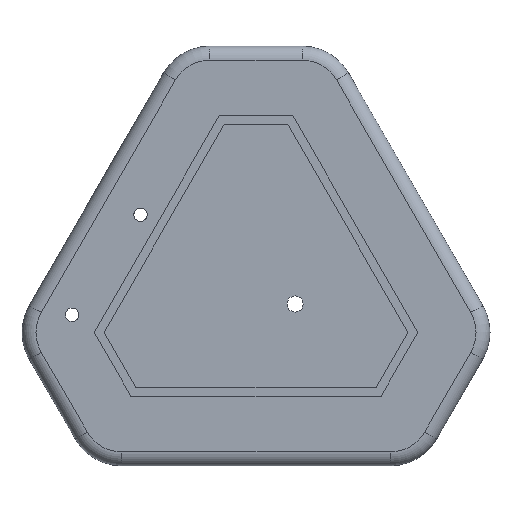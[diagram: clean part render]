
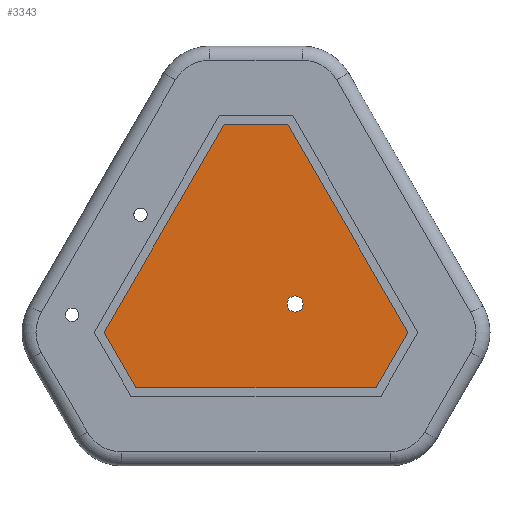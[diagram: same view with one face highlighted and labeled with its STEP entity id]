
A CAD part, front view. The second image highlights one B-rep face of the part: STEP entity #3343.
In plain terms, the highlighted planar face has unit normal (0, -1, 0).
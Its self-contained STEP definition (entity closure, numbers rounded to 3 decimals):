
#20 = EDGE_LOOP ( 'NONE', ( #2115, #2289 ) ) ;
#73 = EDGE_CURVE ( 'NONE', #1532, #2543, #907, .T. ) ;
#78 = DIRECTION ( 'NONE',  ( 0., 0., 1. ) ) ;
#141 = CARTESIAN_POINT ( 'NONE',  ( -28.821, 0., -3.742 ) ) ;
#162 = CARTESIAN_POINT ( 'NONE',  ( -13.972, 0., 4.053 ) ) ;
#253 = CARTESIAN_POINT ( 'NONE',  ( -21.918, 0., 23.111 ) ) ;
#264 = CARTESIAN_POINT ( 'NONE',  ( -20.59, 0., 20.811 ) ) ;
#270 = VECTOR ( 'NONE', #2799, 1000. ) ;
#285 = CARTESIAN_POINT ( 'NONE',  ( -13.972, 0., 4.803 ) ) ;
#381 = DIRECTION ( 'NONE',  ( 0., 1., 0. ) ) ;
#386 = CARTESIAN_POINT ( 'NONE',  ( -13.972, 0., 4.053 ) ) ;
#482 = VECTOR ( 'NONE', #1667, 1000. ) ;
#490 = CARTESIAN_POINT ( 'NONE',  ( -13.972, 0., 3.303 ) ) ;
#646 = ORIENTED_EDGE ( 'NONE', *, *, #2452, .T. ) ;
#765 = VERTEX_POINT ( 'NONE', #490 ) ;
#781 = CARTESIAN_POINT ( 'NONE',  ( -28.821, 0., -3.742 ) ) ;
#801 = LINE ( 'NONE', #141, #3512 ) ;
#816 = LINE ( 'NONE', #2308, #3250 ) ;
#904 = DIRECTION ( 'NONE',  ( 0., 1., 0. ) ) ;
#907 = LINE ( 'NONE', #1838, #270 ) ;
#925 = ORIENTED_EDGE ( 'NONE', *, *, #3275, .T. ) ;
#944 = CIRCLE ( 'NONE', #3962, 0.75 ) ;
#952 = AXIS2_PLACEMENT_3D ( 'NONE', #253, #904, #3359 ) ;
#1020 = LINE ( 'NONE', #2875, #482 ) ;
#1054 = DIRECTION ( 'NONE',  ( 0.5, 0., -0.866 ) ) ;
#1110 = EDGE_CURVE ( 'NONE', #3467, #1877, #816, .T. ) ;
#1147 = PLANE ( 'NONE',  #952 ) ;
#1149 = ORIENTED_EDGE ( 'NONE', *, *, #1110, .T. ) ;
#1386 = DIRECTION ( 'NONE',  ( 1., 0., 0. ) ) ;
#1411 = EDGE_CURVE ( 'NONE', #2543, #3467, #3132, .T. ) ;
#1532 = VERTEX_POINT ( 'NONE', #3251 ) ;
#1606 = ORIENTED_EDGE ( 'NONE', *, *, #1411, .T. ) ;
#1650 = CIRCLE ( 'NONE', #2803, 0.75 ) ;
#1667 = DIRECTION ( 'NONE',  ( -0.5, 0., 0.866 ) ) ;
#1775 = FACE_BOUND ( 'NONE', #20, .T. ) ;
#1832 = EDGE_CURVE ( 'NONE', #1877, #2191, #801, .T. ) ;
#1838 = CARTESIAN_POINT ( 'NONE',  ( -14.645, 0., 20.811 ) ) ;
#1877 = VERTEX_POINT ( 'NONE', #781 ) ;
#2115 = ORIENTED_EDGE ( 'NONE', *, *, #2436, .T. ) ;
#2117 = CARTESIAN_POINT ( 'NONE',  ( -6.414, 0., -3.742 ) ) ;
#2156 = VECTOR ( 'NONE', #3767, 1000. ) ;
#2174 = VECTOR ( 'NONE', #2381, 1000. ) ;
#2191 = VERTEX_POINT ( 'NONE', #2117 ) ;
#2283 = VERTEX_POINT ( 'NONE', #2834 ) ;
#2289 = ORIENTED_EDGE ( 'NONE', *, *, #2763, .T. ) ;
#2308 = CARTESIAN_POINT ( 'NONE',  ( -31.793, 0., 1.406 ) ) ;
#2381 = DIRECTION ( 'NONE',  ( 0.5, 0., 0.866 ) ) ;
#2436 = EDGE_CURVE ( 'NONE', #765, #3782, #944, .T. ) ;
#2439 = LINE ( 'NONE', #2456, #2174 ) ;
#2452 = EDGE_CURVE ( 'NONE', #2283, #1532, #1020, .T. ) ;
#2456 = CARTESIAN_POINT ( 'NONE',  ( -6.414, 0., -3.742 ) ) ;
#2543 = VERTEX_POINT ( 'NONE', #264 ) ;
#2548 = ORIENTED_EDGE ( 'NONE', *, *, #1832, .T. ) ;
#2634 = DIRECTION ( 'NONE',  ( 0., 1., 0. ) ) ;
#2763 = EDGE_CURVE ( 'NONE', #3782, #765, #1650, .T. ) ;
#2779 = ORIENTED_EDGE ( 'NONE', *, *, #73, .T. ) ;
#2799 = DIRECTION ( 'NONE',  ( -1., 0., 0. ) ) ;
#2803 = AXIS2_PLACEMENT_3D ( 'NONE', #162, #381, #2868 ) ;
#2834 = CARTESIAN_POINT ( 'NONE',  ( -3.442, 0., 1.406 ) ) ;
#2868 = DIRECTION ( 'NONE',  ( 0., 0., 1. ) ) ;
#2875 = CARTESIAN_POINT ( 'NONE',  ( -3.442, 0., 1.406 ) ) ;
#3073 = CARTESIAN_POINT ( 'NONE',  ( -20.59, 0., 20.811 ) ) ;
#3132 = LINE ( 'NONE', #3073, #2156 ) ;
#3234 = EDGE_LOOP ( 'NONE', ( #2779, #1606, #1149, #2548, #925, #646 ) ) ;
#3250 = VECTOR ( 'NONE', #1054, 1000. ) ;
#3251 = CARTESIAN_POINT ( 'NONE',  ( -14.645, 0., 20.811 ) ) ;
#3275 = EDGE_CURVE ( 'NONE', #2191, #2283, #2439, .T. ) ;
#3343 = ADVANCED_FACE ( 'NONE', ( #1775, #3983 ), #1147, .F. ) ;
#3359 = DIRECTION ( 'NONE',  ( 0., 0., 1. ) ) ;
#3467 = VERTEX_POINT ( 'NONE', #3704 ) ;
#3512 = VECTOR ( 'NONE', #1386, 1000. ) ;
#3704 = CARTESIAN_POINT ( 'NONE',  ( -31.793, 0., 1.406 ) ) ;
#3767 = DIRECTION ( 'NONE',  ( -0.5, 0., -0.866 ) ) ;
#3782 = VERTEX_POINT ( 'NONE', #285 ) ;
#3962 = AXIS2_PLACEMENT_3D ( 'NONE', #386, #2634, #78 ) ;
#3983 = FACE_OUTER_BOUND ( 'NONE', #3234, .T. ) ;
